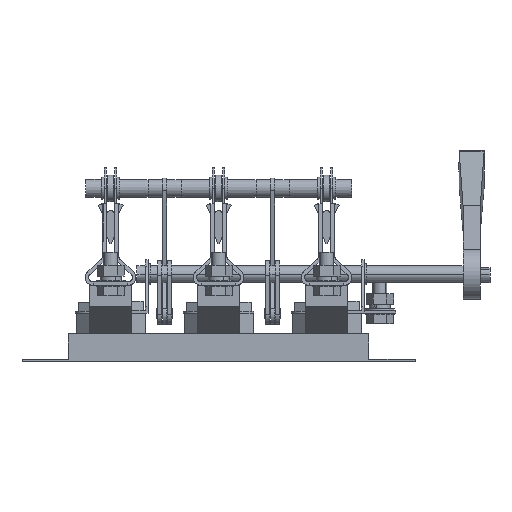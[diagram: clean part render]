
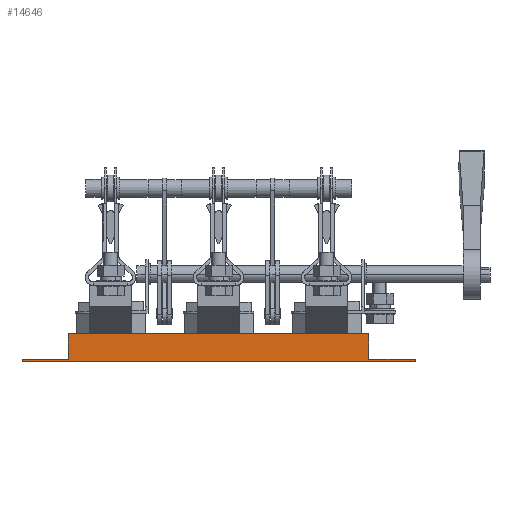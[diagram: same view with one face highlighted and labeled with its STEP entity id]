
A CAD part, front view. The second image highlights one B-rep face of the part: STEP entity #14646.
In plain terms, the highlighted planar face has unit normal (0, -1, 0).
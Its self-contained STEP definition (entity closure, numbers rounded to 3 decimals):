
#2573 = LINE ( 'NONE', #18186, #24673 ) ;
#3128 = DIRECTION ( 'NONE',  ( 0., 0., 1. ) ) ;
#3379 = DIRECTION ( 'NONE',  ( -1., 0., 0. ) ) ;
#3641 = VERTEX_POINT ( 'NONE', #6286 ) ;
#3666 = VERTEX_POINT ( 'NONE', #32903 ) ;
#3688 = CARTESIAN_POINT ( 'NONE',  ( 142., -65., 1.5 ) ) ;
#3690 = DIRECTION ( 'NONE',  ( 0., 0., -1. ) ) ;
#3810 = CARTESIAN_POINT ( 'NONE',  ( 108.5, -65., 1.5 ) ) ;
#4509 = VERTEX_POINT ( 'NONE', #17474 ) ;
#5091 = CARTESIAN_POINT ( 'NONE',  ( 142., -65., 1.5 ) ) ;
#5539 = VECTOR ( 'NONE', #10509, 1000. ) ;
#5621 = ORIENTED_EDGE ( 'NONE', *, *, #8901, .T. ) ;
#6286 = CARTESIAN_POINT ( 'NONE',  ( 142., -65., 0. ) ) ;
#7210 = VECTOR ( 'NONE', #31518, 1000. ) ;
#7426 = EDGE_LOOP ( 'NONE', ( #27931, #37284, #8819, #23988, #33268, #5621, #30155, #24438 ) ) ;
#7572 = EDGE_CURVE ( 'NONE', #29092, #20085, #35001, .T. ) ;
#8819 = ORIENTED_EDGE ( 'NONE', *, *, #9334, .T. ) ;
#8866 = CARTESIAN_POINT ( 'NONE',  ( -108.5, -65., 0. ) ) ;
#8901 = EDGE_CURVE ( 'NONE', #3666, #21059, #2573, .T. ) ;
#9021 = LINE ( 'NONE', #33993, #24198 ) ;
#9031 = DIRECTION ( 'NONE',  ( 1., 0., 0. ) ) ;
#9118 = EDGE_CURVE ( 'NONE', #4509, #3641, #16684, .T. ) ;
#9328 = EDGE_CURVE ( 'NONE', #32600, #3641, #10388, .T. ) ;
#9334 = EDGE_CURVE ( 'NONE', #32600, #20085, #21939, .T. ) ;
#9515 = EDGE_CURVE ( 'NONE', #3666, #29092, #9021, .T. ) ;
#9559 = EDGE_CURVE ( 'NONE', #21059, #29991, #29902, .T. ) ;
#9747 = EDGE_CURVE ( 'NONE', #29991, #4509, #30322, .T. ) ;
#10388 = LINE ( 'NONE', #3688, #16221 ) ;
#10509 = DIRECTION ( 'NONE',  ( 0., 0., -1. ) ) ;
#10516 = CARTESIAN_POINT ( 'NONE',  ( -142., -65., 1.5 ) ) ;
#10550 = CARTESIAN_POINT ( 'NONE',  ( 108.5, -65., 20. ) ) ;
#11347 = CARTESIAN_POINT ( 'NONE',  ( 108.5, -65., 20. ) ) ;
#14433 = VECTOR ( 'NONE', #3379, 1000. ) ;
#14614 = CARTESIAN_POINT ( 'NONE',  ( -108.5, -65., 20. ) ) ;
#14646 = ADVANCED_FACE ( 'NONE', ( #22504 ), #14732, .F. ) ;
#14732 = PLANE ( 'NONE',  #33475 ) ;
#15408 = CARTESIAN_POINT ( 'NONE',  ( 108.5, -65., 1.5 ) ) ;
#16221 = VECTOR ( 'NONE', #3690, 1000. ) ;
#16684 = LINE ( 'NONE', #8866, #24231 ) ;
#16899 = DIRECTION ( 'NONE',  ( 0., 0., -1. ) ) ;
#17474 = CARTESIAN_POINT ( 'NONE',  ( -142., -65., 0. ) ) ;
#18186 = CARTESIAN_POINT ( 'NONE',  ( -108.5, -65., 20. ) ) ;
#20085 = VERTEX_POINT ( 'NONE', #15408 ) ;
#20428 = DIRECTION ( 'NONE',  ( 0., 1., 0. ) ) ;
#21059 = VERTEX_POINT ( 'NONE', #29624 ) ;
#21939 = LINE ( 'NONE', #3810, #14433 ) ;
#22393 = CARTESIAN_POINT ( 'NONE',  ( -142., -65., 1.5 ) ) ;
#22461 = DIRECTION ( 'NONE',  ( 0., 0., -1. ) ) ;
#22504 = FACE_OUTER_BOUND ( 'NONE', #7426, .T. ) ;
#22791 = VECTOR ( 'NONE', #22461, 1000. ) ;
#23988 = ORIENTED_EDGE ( 'NONE', *, *, #7572, .F. ) ;
#24198 = VECTOR ( 'NONE', #34432, 1000. ) ;
#24231 = VECTOR ( 'NONE', #9031, 1000. ) ;
#24438 = ORIENTED_EDGE ( 'NONE', *, *, #9747, .T. ) ;
#24673 = VECTOR ( 'NONE', #16899, 1000. ) ;
#27931 = ORIENTED_EDGE ( 'NONE', *, *, #9118, .T. ) ;
#29092 = VERTEX_POINT ( 'NONE', #11347 ) ;
#29624 = CARTESIAN_POINT ( 'NONE',  ( -108.5, -65., 1.5 ) ) ;
#29902 = LINE ( 'NONE', #31879, #7210 ) ;
#29991 = VERTEX_POINT ( 'NONE', #10516 ) ;
#30155 = ORIENTED_EDGE ( 'NONE', *, *, #9559, .T. ) ;
#30322 = LINE ( 'NONE', #22393, #22791 ) ;
#31518 = DIRECTION ( 'NONE',  ( -1., 0., 0. ) ) ;
#31879 = CARTESIAN_POINT ( 'NONE',  ( -108.5, -65., 1.5 ) ) ;
#32600 = VERTEX_POINT ( 'NONE', #5091 ) ;
#32903 = CARTESIAN_POINT ( 'NONE',  ( -108.5, -65., 20. ) ) ;
#33268 = ORIENTED_EDGE ( 'NONE', *, *, #9515, .F. ) ;
#33475 = AXIS2_PLACEMENT_3D ( 'NONE', #14614, #20428, #3128 ) ;
#33993 = CARTESIAN_POINT ( 'NONE',  ( -108.5, -65., 20. ) ) ;
#34432 = DIRECTION ( 'NONE',  ( 1., 0., 0. ) ) ;
#35001 = LINE ( 'NONE', #10550, #5539 ) ;
#37284 = ORIENTED_EDGE ( 'NONE', *, *, #9328, .F. ) ;
